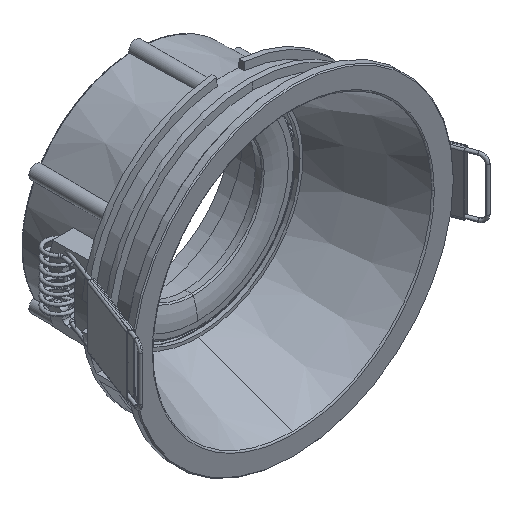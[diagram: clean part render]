
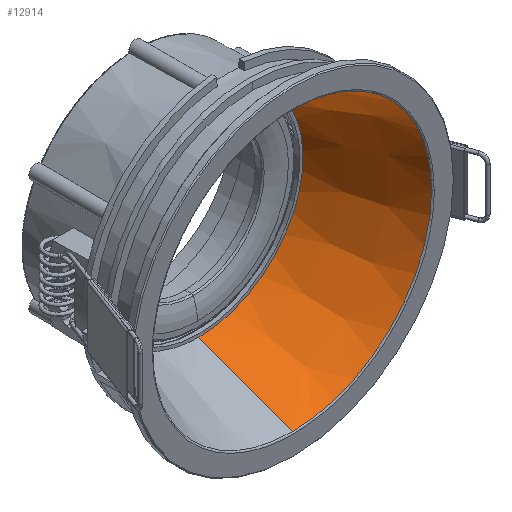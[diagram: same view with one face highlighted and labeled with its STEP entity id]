
A CAD part, isometric view. The second image highlights one B-rep face of the part: STEP entity #12914.
In plain terms, the highlighted conical face has half-angle 20.727 degrees and reference radius 41.102 mm.
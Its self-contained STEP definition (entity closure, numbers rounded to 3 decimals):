
#8021=CARTESIAN_POINT('Vertex',(30.7,27.812,0.)) ;
#8023=CARTESIAN_POINT('Vertex',(-30.7,27.812,0.)) ;
#8027=CARTESIAN_POINT('Control Point',(-30.7,27.812,0.)) ;
#8028=CARTESIAN_POINT('Control Point',(-30.7,27.812,-2.986)) ;
#8029=CARTESIAN_POINT('Control Point',(-30.337,27.812,-5.972)) ;
#8030=CARTESIAN_POINT('Control Point',(-29.611,27.812,-8.899)) ;
#8031=CARTESIAN_POINT('Control Point',(-27.462,27.812,-14.517)) ;
#8032=CARTESIAN_POINT('Control Point',(-24.029,27.812,-19.457)) ;
#8033=CARTESIAN_POINT('Control Point',(-22.019,27.812,-21.706)) ;
#8034=CARTESIAN_POINT('Control Point',(-17.494,27.812,-25.669)) ;
#8035=CARTESIAN_POINT('Control Point',(-12.15,27.812,-28.432)) ;
#8036=CARTESIAN_POINT('Control Point',(-9.322,27.812,-29.48)) ;
#8037=CARTESIAN_POINT('Control Point',(-3.469,27.812,-30.869)) ;
#8038=CARTESIAN_POINT('Control Point',(2.546,27.812,-30.814)) ;
#8039=CARTESIAN_POINT('Control Point',(5.536,27.812,-30.419)) ;
#8040=CARTESIAN_POINT('Control Point',(11.36,27.812,-28.911)) ;
#8041=CARTESIAN_POINT('Control Point',(16.652,27.812,-26.052)) ;
#8042=CARTESIAN_POINT('Control Point',(19.111,27.812,-24.306)) ;
#8043=CARTESIAN_POINT('Control Point',(23.555,27.812,-20.251)) ;
#8044=CARTESIAN_POINT('Control Point',(26.897,27.812,-15.249)) ;
#8045=CARTESIAN_POINT('Control Point',(28.255,27.812,-12.556)) ;
#8046=CARTESIAN_POINT('Control Point',(29.739,27.812,-8.423)) ;
#8047=CARTESIAN_POINT('Control Point',(30.469,27.812,-4.117)) ;
#8048=CARTESIAN_POINT('Control Point',(30.623,27.812,-2.749)) ;
#8049=CARTESIAN_POINT('Control Point',(30.7,27.812,-1.374)) ;
#8050=CARTESIAN_POINT('Control Point',(30.7,27.812,0.)) ;
#10506=CARTESIAN_POINT('Vertex',(0.,0.323,-41.102)) ;
#10510=CARTESIAN_POINT('Control Point',(0.,0.323,-41.102)) ;
#10511=CARTESIAN_POINT('Control Point',(-20.551,0.323,-41.102)) ;
#10512=CARTESIAN_POINT('Control Point',(-41.102,0.323,-27.401)) ;
#10513=CARTESIAN_POINT('Control Point',(-41.102,0.323,0.)) ;
#10514=CARTESIAN_POINT('Vertex',(-41.102,0.323,0.)) ;
#10561=CARTESIAN_POINT('Vertex',(41.102,0.323,0.)) ;
#10565=CARTESIAN_POINT('Control Point',(41.102,0.323,0.)) ;
#10566=CARTESIAN_POINT('Control Point',(41.102,0.323,-27.401)) ;
#10567=CARTESIAN_POINT('Control Point',(20.551,0.323,-41.102)) ;
#10568=CARTESIAN_POINT('Control Point',(0.,0.323,-41.102)) ;
#12892=CARTESIAN_POINT('Axis2P3D Location',(0.,0.323,0.)) ;
#12897=CARTESIAN_POINT('Line Origine',(-1769610.343,-4676327.727,0.)) ;
#12902=CARTESIAN_POINT('Line Origine',(1769610.343,-4676327.727,0.)) ;
#12893=DIRECTION('Axis2P3D Direction',(0.,-1.,0.)) ;
#12894=DIRECTION('Axis2P3D XDirection',(1.,0.,0.)) ;
#12898=DIRECTION('Vector Direction',(-0.354,-0.935,0.)) ;
#12903=DIRECTION('Vector Direction',(0.354,-0.935,0.)) ;
#12895=AXIS2_PLACEMENT_3D('Cone Axis2P3D',#12892,#12893,#12894) ;
#12908=ORIENTED_EDGE('',*,*,#12901,.T.) ;
#12909=ORIENTED_EDGE('',*,*,#10516,.F.) ;
#12910=ORIENTED_EDGE('',*,*,#10569,.F.) ;
#12911=ORIENTED_EDGE('',*,*,#12906,.F.) ;
#12912=ORIENTED_EDGE('',*,*,#8051,.F.) ;
#12899=VECTOR('Line Direction',#12898,1.) ;
#12904=VECTOR('Line Direction',#12903,1.) ;
#12914=ADVANCED_FACE('\X2\8F935165\X0\2',(#12913),#12896,.F.) ;
#8026=B_SPLINE_CURVE_WITH_KNOTS('',5,(#8027,#8028,#8029,#8030,#8031,#8032,#8033,#8034,#8035,#8036,#8037,#8038,#8039,#8040,#8041,#8042,#8043,#8044,#8045,#8046,#8047,#8048,#8049,#8050),.UNSPECIFIED.,.F.,.U.,(6,3,3,3,3,3,3,6),(0.,21.113,42.226,63.339,84.452,105.565,126.677,136.395),.UNSPECIFIED.) ;
#12896=CONICAL_SURFACE('Cone',#12895,41.102,0.362) ;
#8051=EDGE_CURVE('',#8024,#8022,#8026,.T.) ;
#10516=EDGE_CURVE('',#10507,#10515,#10509,.T.) ;
#10569=EDGE_CURVE('',#10562,#10507,#10564,.T.) ;
#12901=EDGE_CURVE('',#8024,#10515,#12900,.T.) ;
#12906=EDGE_CURVE('',#8022,#10562,#12905,.T.) ;
#12907=EDGE_LOOP('',(#12908,#12909,#12910,#12911,#12912)) ;
#12913=FACE_OUTER_BOUND('',#12907,.T.) ;
#12900=LINE('Line',#12897,#12899) ;
#12905=LINE('Line',#12902,#12904) ;
#8022=VERTEX_POINT('',#8021) ;
#8024=VERTEX_POINT('',#8023) ;
#10507=VERTEX_POINT('',#10506) ;
#10515=VERTEX_POINT('',#10514) ;
#10562=VERTEX_POINT('',#10561) ;
#10509=(BOUNDED_CURVE()B_SPLINE_CURVE(3,(#10510,#10511,#10512,#10513),.UNSPECIFIED.,.F.,.U.)B_SPLINE_CURVE_WITH_KNOTS((4,4),(0.,123.904),.UNSPECIFIED.)CURVE()GEOMETRIC_REPRESENTATION_ITEM()RATIONAL_B_SPLINE_CURVE((1.,0.667,0.5,0.5))REPRESENTATION_ITEM('')) ;
#10564=(BOUNDED_CURVE()B_SPLINE_CURVE(3,(#10565,#10566,#10567,#10568),.UNSPECIFIED.,.F.,.U.)B_SPLINE_CURVE_WITH_KNOTS((4,4),(123.904,247.807),.UNSPECIFIED.)CURVE()GEOMETRIC_REPRESENTATION_ITEM()RATIONAL_B_SPLINE_CURVE((0.5,0.5,0.667,1.))REPRESENTATION_ITEM('')) ;
